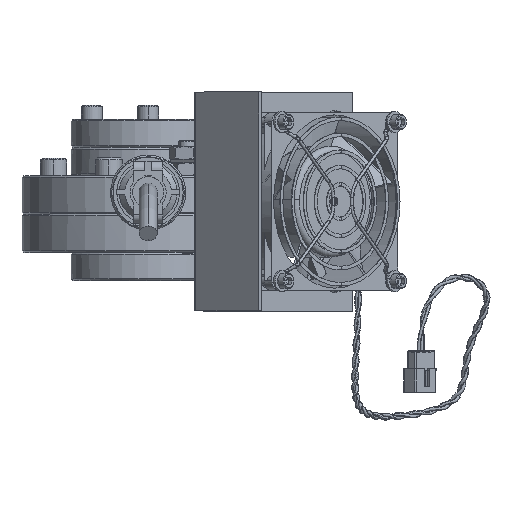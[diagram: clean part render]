
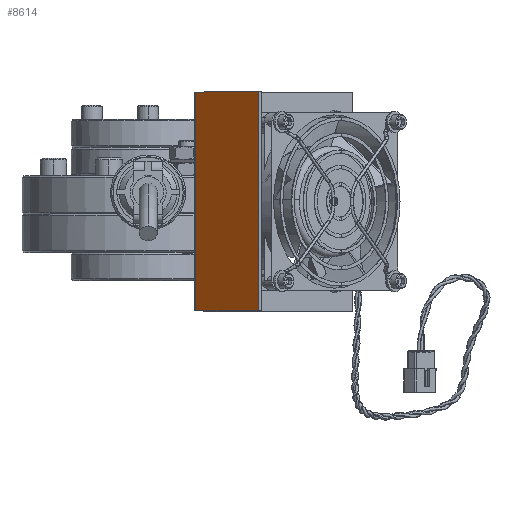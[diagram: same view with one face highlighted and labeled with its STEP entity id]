
A CAD part, top view. The second image highlights one B-rep face of the part: STEP entity #8614.
In plain terms, the highlighted planar face has unit normal (-0.707, 0, 0.707).
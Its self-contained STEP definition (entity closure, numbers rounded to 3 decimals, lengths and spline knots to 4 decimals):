
#1299 = AXIS2_PLACEMENT_3D ( 'NONE', #23331, #59753, #4321 ) ;
#3575 = CARTESIAN_POINT ( 'NONE',  ( 0.8428, 2.1575, 3.6642 ) ) ;
#4321 = DIRECTION ( 'NONE',  ( 0.707, 0., 0.707 ) ) ;
#4780 = EDGE_CURVE ( 'NONE', #12515, #30695, #34750, .T. ) ;
#5200 = VECTOR ( 'NONE', #9419, 39.3701 ) ;
#6506 = LINE ( 'NONE', #17505, #65739 ) ;
#7056 = VERTEX_POINT ( 'NONE', #62798 ) ;
#8016 = FACE_OUTER_BOUND ( 'NONE', #13519, .T. ) ;
#8448 = CARTESIAN_POINT ( 'NONE',  ( 1.9581, -1.7225, 4.7795 ) ) ;
#8614 = ADVANCED_FACE ( 'NONE', ( #8016 ), #34676, .F. ) ;
#9419 = DIRECTION ( 'NONE',  ( 0.707, 0., 0.707 ) ) ;
#12515 = VERTEX_POINT ( 'NONE', #43123 ) ;
#13406 = CARTESIAN_POINT ( 'NONE',  ( 1.9581, -1.7225, 4.7795 ) ) ;
#13519 = EDGE_LOOP ( 'NONE', ( #56729, #35019, #44727, #23997 ) ) ;
#17505 = CARTESIAN_POINT ( 'NONE',  ( -1.9309, 2.1575, 0.8904 ) ) ;
#21320 = VERTEX_POINT ( 'NONE', #3575 ) ;
#23331 = CARTESIAN_POINT ( 'NONE',  ( -1.9309, 2.1575, 0.8904 ) ) ;
#23997 = ORIENTED_EDGE ( 'NONE', *, *, #48574, .T. ) ;
#27828 = DIRECTION ( 'NONE',  ( -0.707, 0., -0.707 ) ) ;
#30695 = VERTEX_POINT ( 'NONE', #13406 ) ;
#31556 = VECTOR ( 'NONE', #59784, 39.3701 ) ;
#33695 = EDGE_CURVE ( 'NONE', #30695, #7056, #60528, .T. ) ;
#34676 = PLANE ( 'NONE',  #1299 ) ;
#34750 = LINE ( 'NONE', #55157, #5200 ) ;
#35019 = ORIENTED_EDGE ( 'NONE', *, *, #4780, .T. ) ;
#35355 = CARTESIAN_POINT ( 'NONE',  ( 0.8428, 2.1575, 3.6642 ) ) ;
#40704 = LINE ( 'NONE', #35355, #31556 ) ;
#43123 = CARTESIAN_POINT ( 'NONE',  ( 0.8428, -1.7225, 3.6642 ) ) ;
#44727 = ORIENTED_EDGE ( 'NONE', *, *, #33695, .T. ) ;
#45208 = VECTOR ( 'NONE', #50485, 39.3701 ) ;
#48117 = EDGE_CURVE ( 'NONE', #12515, #21320, #40704, .T. ) ;
#48574 = EDGE_CURVE ( 'NONE', #7056, #21320, #6506, .T. ) ;
#50485 = DIRECTION ( 'NONE',  ( 0., 1., 0. ) ) ;
#55157 = CARTESIAN_POINT ( 'NONE',  ( -1.9309, -1.7225, 0.8904 ) ) ;
#56729 = ORIENTED_EDGE ( 'NONE', *, *, #48117, .F. ) ;
#59753 = DIRECTION ( 'NONE',  ( 0.707, 0., -0.707 ) ) ;
#59784 = DIRECTION ( 'NONE',  ( 0., 1., 0. ) ) ;
#60528 = LINE ( 'NONE', #8448, #45208 ) ;
#62798 = CARTESIAN_POINT ( 'NONE',  ( 1.9581, 2.1575, 4.7795 ) ) ;
#65739 = VECTOR ( 'NONE', #27828, 39.3701 ) ;
